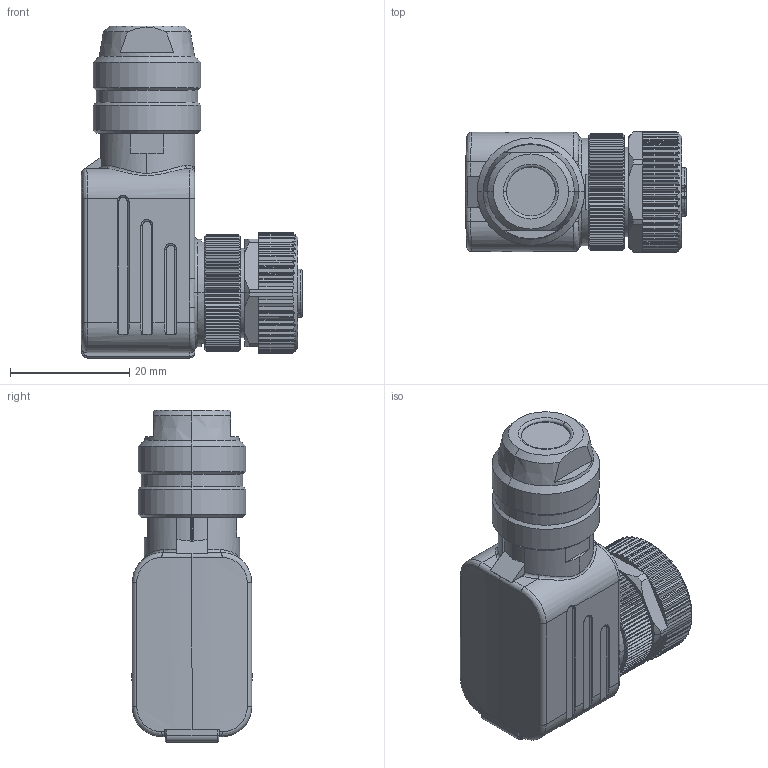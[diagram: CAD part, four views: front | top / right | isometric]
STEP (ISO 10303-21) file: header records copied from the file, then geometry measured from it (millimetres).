
FILE_DESCRIPTION(('STEP AP203'),'1');
FILE_NAME('99_1492_822_12.stp','2022-01-24T08:09:44',('TraceParts'),('TraceParts S.A.'),'Spatial InterOp 3D',' ',' ');
FILE_SCHEMA(('CONFIG_CONTROL_DESIGN'));
Length unit declared in the file: millimetre
Products named in the file (1): 1
Bounding box: 37.1 x 20.2 x 55.6 mm (x, y, z)
Volume: 21068 mm3; surface area: 6631.6 mm2
Topology: 1 solids, 1 shells, 1176 faces, 2893 edges, 1754 vertices
Faces by surface type: plane 476, cylinder 316, cone 248, bspline 100, torus 32, sphere 4
Entity records: 36753 total; most frequent: CARTESIAN_POINT 10548, ORIENTED_EDGE 5766, DIRECTION 5029, EDGE_CURVE 2883, AXIS2_PLACEMENT_3D 1969, VERTEX_POINT 1754, EDGE_LOOP 1223, ADVANCED_FACE 1176
